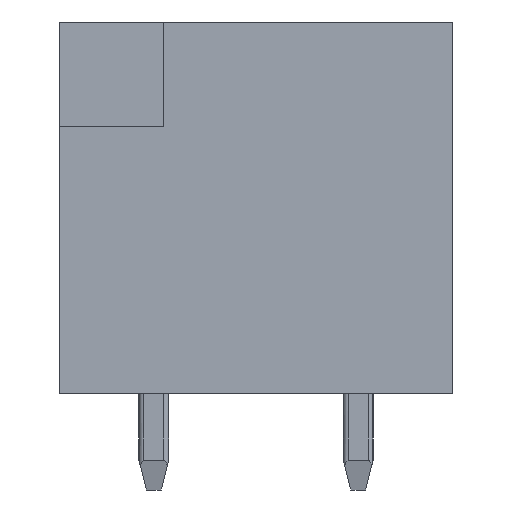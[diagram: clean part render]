
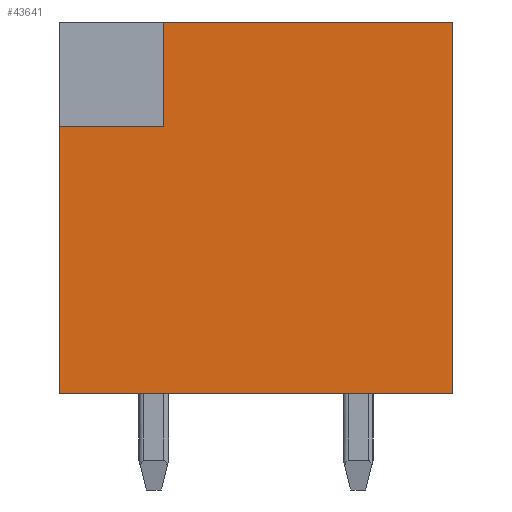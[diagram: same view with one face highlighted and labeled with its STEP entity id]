
A CAD part, left-side view. The second image highlights one B-rep face of the part: STEP entity #43641.
In plain terms, the highlighted planar face has unit normal (-1, 0, 0).
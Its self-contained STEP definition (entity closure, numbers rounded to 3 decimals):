
#9=DIRECTION('',(0.,1.,0.));
#10=VECTOR('',#9,10.6);
#11=CARTESIAN_POINT('',(-56.4,-5.3,-6.3));
#12=LINE('',#11,#10);
#2582=DIRECTION('',(0.,1.,0.));
#2583=VECTOR('',#2582,7.8);
#2584=CARTESIAN_POINT('',(-56.4,-5.3,3.7));
#2585=LINE('',#2584,#2583);
#17162=DIRECTION('',(0.,-1.,0.));
#17163=VECTOR('',#17162,2.8);
#17164=CARTESIAN_POINT('',(-56.4,5.3,0.9));
#17165=LINE('',#17164,#17163);
#17166=DIRECTION('',(0.,0.,-1.));
#17167=VECTOR('',#17166,2.8);
#17168=CARTESIAN_POINT('',(-56.4,2.5,3.7));
#17169=LINE('',#17168,#17167);
#17170=DIRECTION('',(0.,0.,-1.));
#17171=VECTOR('',#17170,10.);
#17172=CARTESIAN_POINT('',(-56.4,-5.3,3.7));
#17173=LINE('',#17172,#17171);
#17178=DIRECTION('',(0.,0.,-1.));
#17179=VECTOR('',#17178,7.2);
#17180=CARTESIAN_POINT('',(-56.4,5.3,0.9));
#17181=LINE('',#17180,#17179);
#21661=CARTESIAN_POINT('',(-56.4,-5.3,-6.3));
#21662=CARTESIAN_POINT('',(-56.4,5.3,-6.3));
#21663=VERTEX_POINT('',#21661);
#21664=VERTEX_POINT('',#21662);
#21665=CARTESIAN_POINT('',(-56.4,-5.3,3.7));
#21666=VERTEX_POINT('',#21665);
#21701=CARTESIAN_POINT('',(-56.4,2.5,0.9));
#21702=VERTEX_POINT('',#21701);
#21705=CARTESIAN_POINT('',(-56.4,5.3,0.9));
#21706=VERTEX_POINT('',#21705);
#21709=CARTESIAN_POINT('',(-56.4,2.5,3.7));
#21710=VERTEX_POINT('',#21709);
#43627=CARTESIAN_POINT('',(-56.4,-5.3,3.7));
#43628=DIRECTION('',(1.,0.,0.));
#43629=DIRECTION('',(0.,1.,0.));
#43630=AXIS2_PLACEMENT_3D('',#43627,#43628,#43629);
#43631=PLANE('',#43630);
#43632=ORIENTED_EDGE('',*,*,#43607,.T.);
#43633=ORIENTED_EDGE('',*,*,#43622,.F.);
#43634=ORIENTED_EDGE('',*,*,#23714,.F.);
#43635=ORIENTED_EDGE('',*,*,#21718,.T.);
#43636=ORIENTED_EDGE('',*,*,#21734,.T.);
#43638=ORIENTED_EDGE('',*,*,#43637,.F.);
#43639=EDGE_LOOP('',(#43632,#43633,#43634,#43635,#43636,#43638));
#43640=FACE_OUTER_BOUND('',#43639,.F.);
#43641=ADVANCED_FACE('',(#43640),#43631,.F.);
#21718=EDGE_CURVE('',#21666,#21663,#17173,.T.);
#21734=EDGE_CURVE('',#21663,#21664,#12,.T.);
#23714=EDGE_CURVE('',#21666,#21710,#2585,.T.);
#43607=EDGE_CURVE('',#21706,#21702,#17165,.T.);
#43622=EDGE_CURVE('',#21710,#21702,#17169,.T.);
#43637=EDGE_CURVE('',#21706,#21664,#17181,.T.);
